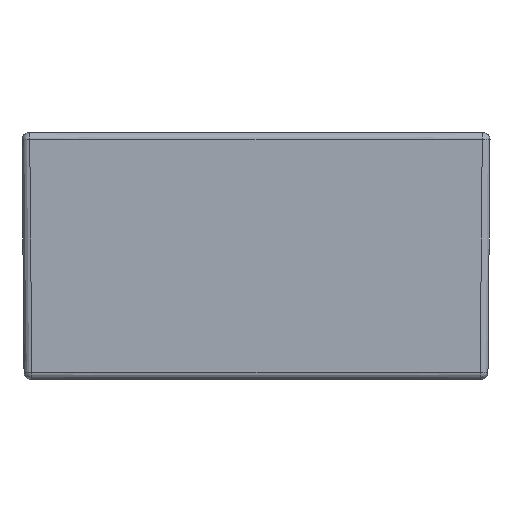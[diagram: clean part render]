
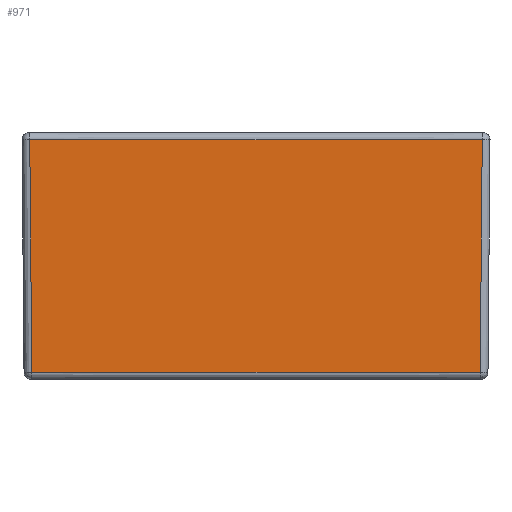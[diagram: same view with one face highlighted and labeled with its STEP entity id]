
A CAD part, left-side view. The second image highlights one B-rep face of the part: STEP entity #971.
In plain terms, the highlighted free-form (B-spline) face has degree [1, 3] with [2, 7] control points.
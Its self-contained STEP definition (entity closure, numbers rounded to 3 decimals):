
#592=FACE_OUTER_BOUND('',#1855,.T.);
#933=B_SPLINE_SURFACE_WITH_KNOTS('',1,3,((#8304,#8305,#8306,#8307,#8308,
#8309,#8310),(#8311,#8312,#8313,#8314,#8315,#8316,#8317)),.UNSPECIFIED.,
 .F.,.F.,.F.,(2,2),(4,3,4),(0.,1.),(0.,0.022,1.),
 .UNSPECIFIED.);
#971=ADVANCED_FACE('',(#592),#933,.T.);
#1478=B_SPLINE_CURVE_WITH_KNOTS('',3,(#8266,#8267,#8268,#8269),
 .UNSPECIFIED.,.F.,.F.,(4,4),(0.,1.),.UNSPECIFIED.);
#1479=B_SPLINE_CURVE_WITH_KNOTS('',3,(#8272,#8273,#8274,#8275,#8276,#8277,
#8278,#8279,#8280,#8281,#8282,#8283,#8284),.UNSPECIFIED.,.F.,.F.,(4,3,3,
3,4),(0.,0.067,0.333,0.667,1.),
 .UNSPECIFIED.);
#1480=B_SPLINE_CURVE_WITH_KNOTS('',3,(#8286,#8287,#8288,#8289),
 .UNSPECIFIED.,.F.,.F.,(4,4),(0.,1.),.UNSPECIFIED.);
#1481=B_SPLINE_CURVE_WITH_KNOTS('',3,(#8291,#8292,#8293,#8294,#8295,#8296,
#8297,#8298,#8299,#8300,#8301,#8302,#8303),.UNSPECIFIED.,.F.,.F.,(4,3,3,
3,4),(0.,0.067,0.333,0.667,1.),
 .UNSPECIFIED.);
#1855=EDGE_LOOP('',(#2346,#2347,#2348,#2349));
#2346=ORIENTED_EDGE('',*,*,#4382,.T.);
#2347=ORIENTED_EDGE('',*,*,#4383,.T.);
#2348=ORIENTED_EDGE('',*,*,#4384,.T.);
#2349=ORIENTED_EDGE('',*,*,#4385,.F.);
#3922=VERTEX_POINT('',#8270);
#3923=VERTEX_POINT('',#8271);
#3924=VERTEX_POINT('',#8285);
#3925=VERTEX_POINT('',#8290);
#4382=EDGE_CURVE('',#3922,#3923,#1478,.T.);
#4383=EDGE_CURVE('',#3923,#3924,#1479,.T.);
#4384=EDGE_CURVE('',#3924,#3925,#1480,.T.);
#4385=EDGE_CURVE('',#3922,#3925,#1481,.T.);
#8266=CARTESIAN_POINT('',(-416.841,231.14,1.939));
#8267=CARTESIAN_POINT('',(-416.841,77.047,1.939));
#8268=CARTESIAN_POINT('',(-416.841,-77.047,1.939));
#8269=CARTESIAN_POINT('',(-416.841,-231.14,1.939));
#8270=CARTESIAN_POINT('',(-416.841,231.14,1.939));
#8271=CARTESIAN_POINT('',(-416.841,-231.14,1.939));
#8272=CARTESIAN_POINT('',(-416.841,-231.14,1.939));
#8273=CARTESIAN_POINT('',(-416.887,-231.186,7.272));
#8274=CARTESIAN_POINT('',(-416.934,-231.233,12.605));
#8275=CARTESIAN_POINT('',(-416.98,-231.279,17.938));
#8276=CARTESIAN_POINT('',(-417.166,-231.466,39.269));
#8277=CARTESIAN_POINT('',(-417.353,-231.652,60.601));
#8278=CARTESIAN_POINT('',(-417.539,-231.838,81.933));
#8279=CARTESIAN_POINT('',(-417.772,-232.071,108.601));
#8280=CARTESIAN_POINT('',(-418.004,-232.303,135.268));
#8281=CARTESIAN_POINT('',(-418.237,-232.536,161.936));
#8282=CARTESIAN_POINT('',(-418.47,-232.769,188.604));
#8283=CARTESIAN_POINT('',(-418.702,-233.002,215.271));
#8284=CARTESIAN_POINT('',(-418.935,-233.234,241.939));
#8285=CARTESIAN_POINT('',(-418.935,-233.234,241.939));
#8286=CARTESIAN_POINT('',(-418.935,-233.234,241.939));
#8287=CARTESIAN_POINT('',(-418.935,-77.745,241.939));
#8288=CARTESIAN_POINT('',(-418.935,77.745,241.939));
#8289=CARTESIAN_POINT('',(-418.935,233.234,241.939));
#8290=CARTESIAN_POINT('',(-418.935,233.234,241.939));
#8291=CARTESIAN_POINT('',(-416.841,231.14,1.939));
#8292=CARTESIAN_POINT('',(-416.887,231.186,7.272));
#8293=CARTESIAN_POINT('',(-416.934,231.233,12.605));
#8294=CARTESIAN_POINT('',(-416.98,231.279,17.938));
#8295=CARTESIAN_POINT('',(-417.166,231.466,39.269));
#8296=CARTESIAN_POINT('',(-417.353,231.652,60.601));
#8297=CARTESIAN_POINT('',(-417.539,231.838,81.933));
#8298=CARTESIAN_POINT('',(-417.772,232.071,108.601));
#8299=CARTESIAN_POINT('',(-418.004,232.303,135.268));
#8300=CARTESIAN_POINT('',(-418.237,232.536,161.936));
#8301=CARTESIAN_POINT('',(-418.47,232.769,188.604));
#8302=CARTESIAN_POINT('',(-418.702,233.002,215.271));
#8303=CARTESIAN_POINT('',(-418.935,233.234,241.939));
#8304=CARTESIAN_POINT('',(-416.337,-244.143,-55.8));
#8305=CARTESIAN_POINT('',(-416.337,-240.594,-55.8));
#8306=CARTESIAN_POINT('',(-416.337,-237.046,-55.8));
#8307=CARTESIAN_POINT('',(-416.337,-233.497,-55.8));
#8308=CARTESIAN_POINT('',(-416.337,-76.25,-55.8));
#8309=CARTESIAN_POINT('',(-416.337,80.997,-55.8));
#8310=CARTESIAN_POINT('',(-416.337,238.245,-55.8));
#8311=CARTESIAN_POINT('',(-418.997,-244.143,249.));
#8312=CARTESIAN_POINT('',(-418.997,-240.594,249.));
#8313=CARTESIAN_POINT('',(-418.997,-237.046,249.));
#8314=CARTESIAN_POINT('',(-418.997,-233.497,249.));
#8315=CARTESIAN_POINT('',(-418.997,-76.25,249.));
#8316=CARTESIAN_POINT('',(-418.997,80.997,249.));
#8317=CARTESIAN_POINT('',(-418.997,238.245,249.));
